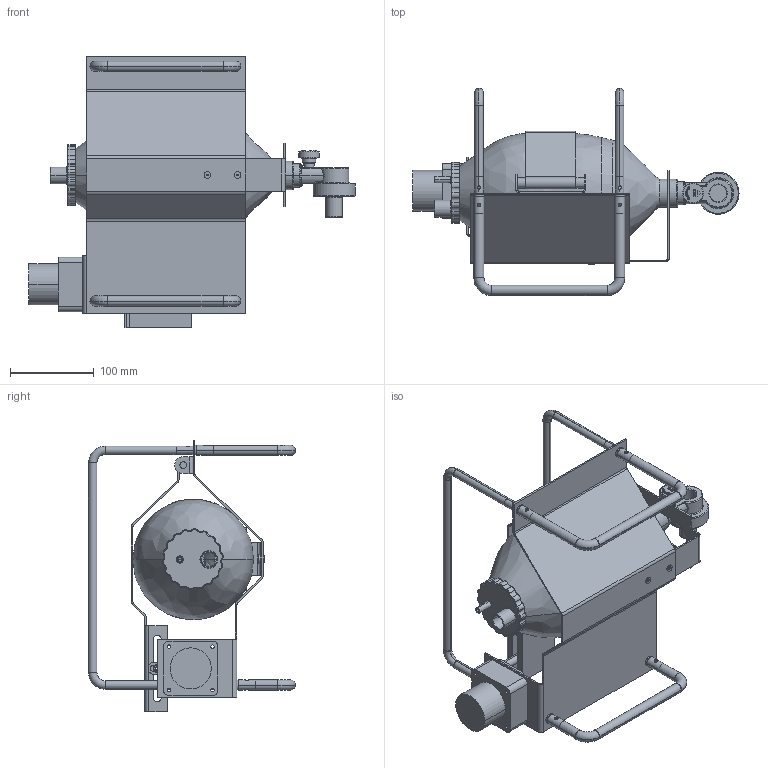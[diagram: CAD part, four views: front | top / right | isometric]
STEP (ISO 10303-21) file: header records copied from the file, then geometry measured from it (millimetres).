
FILE_DESCRIPTION(('CoCreate Modeling STEP Export'),'2;1');
FILE_NAME('Resp5.stp','2020-04-08T23:13:05',(''),(''),'CoCreate Modeling STEP processor for AP214 (Solid Model)','CoCreate Modeling 17.0 01-Apr-2010 (C) Parametric Technology GmbH','');
FILE_SCHEMA(('AUTOMOTIVE_DESIGN { 1 0 10303 214 1 1 1 1 }'));
Length unit declared in the file: millimetre
Products named in the file (30): Sheet; Dist.1; Dist.3; Sheet.1; Slider; a3_Motor.1; Crank_pin; Dist; Crank; a3_Motor; Crank.1; Crank_assem; Pin_motion; a3_p4.6; Mobile; a3_a1_Ambubag2.STEP_Ambubag2_AMBU_BAG1; a3_a1_Ambubag2.STEP_Ambubag2_ambubag_part; a3_a1_Ambubag2.STEP_Ambubag2_butelie_2; Ambu; pin.1; p3.2; pin; a3; a3.1; Top_Link.2; a1
Assembly tree (32 placements, depth 3):
  a1
    Top_Link.2  x2
    a3.1
      pin
      p3.2
      pin.1
    a3
      pin
      p3.2
      pin.1
    Ambu
      a3_a1_Ambubag2.STEP_Ambubag2_butelie_2
      a3_a1_Ambubag2.STEP_Ambubag2_ambubag_part
      a3_a1_Ambubag2.STEP_Ambubag2_AMBU_BAG1
    Mobile
      Sheet.1
      a3_p4.6
      Pin_motion
    Crank_assem
      Crank.1
      a3_Motor
      Crank
      Dist
      Crank_pin
      a3_Motor.1
    Slider
      Dist.3  x2
      Dist.1  x2
      Sheet.1
    Sheet
Bounding box: 389.21 x 247 x 324.53 mm (x, y, z)
Volume: 858145.4 mm3; surface area: 607422.3 mm2
Topology: 26 solids, 26 shells, 824 faces, 2093 edges, 1363 vertices
Faces by surface type: cylinder 361, plane 257, torus 122, extrusion 58, bspline 16, cone 8, sphere 2
Entity records: 36913 total; most frequent: CARTESIAN_POINT 18884, ORIENTED_EDGE 3968, DIRECTION 3047, EDGE_CURVE 1984, VERTEX_POINT 1296, AXIS2_PLACEMENT_3D 1078, EDGE_LOOP 914, VECTOR 891
